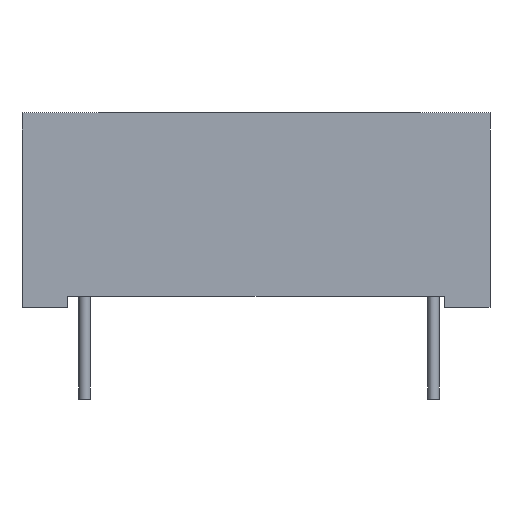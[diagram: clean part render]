
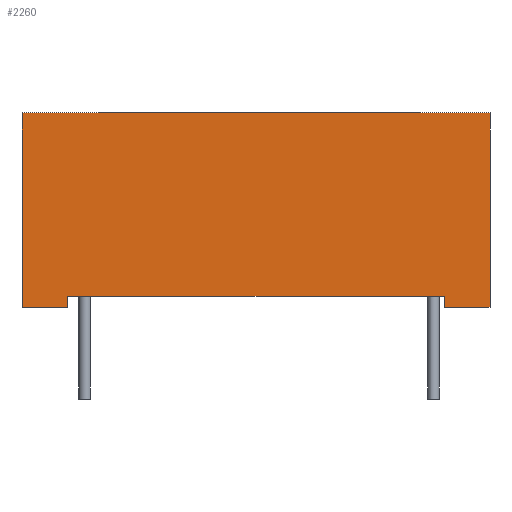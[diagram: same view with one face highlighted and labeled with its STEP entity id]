
A CAD part, front view. The second image highlights one B-rep face of the part: STEP entity #2260.
In plain terms, the highlighted planar face has unit normal (0, -1, 0).
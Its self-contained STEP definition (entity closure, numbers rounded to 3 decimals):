
#1223 = VERTEX_POINT('',#1224);
#1224 = CARTESIAN_POINT('',(10.095,-14.085,8.5));
#1230 = EDGE_CURVE('',#1231,#1223,#1233,.T.);
#1231 = VERTEX_POINT('',#1232);
#1232 = CARTESIAN_POINT('',(10.095,-14.085,0.));
#1233 = LINE('',#1234,#1235);
#1234 = CARTESIAN_POINT('',(10.095,-14.085,0.));
#1235 = VECTOR('',#1236,1.);
#1236 = DIRECTION('',(0.,0.,1.));
#1278 = VERTEX_POINT('',#1279);
#1279 = CARTESIAN_POINT('',(-10.353,-14.085,8.5));
#1285 = EDGE_CURVE('',#1223,#1278,#1286,.T.);
#1286 = LINE('',#1287,#1288);
#1287 = CARTESIAN_POINT('',(10.095,-14.085,8.5));
#1288 = VECTOR('',#1289,1.);
#1289 = DIRECTION('',(-1.,0.,0.));
#1968 = VERTEX_POINT('',#1969);
#1969 = CARTESIAN_POINT('',(-10.353,-14.085,0.));
#1977 = EDGE_CURVE('',#1968,#1278,#1978,.T.);
#1978 = LINE('',#1979,#1980);
#1979 = CARTESIAN_POINT('',(-10.353,-14.085,0.));
#1980 = VECTOR('',#1981,1.);
#1981 = DIRECTION('',(0.,0.,1.));
#2243 = VERTEX_POINT('',#2244);
#2244 = CARTESIAN_POINT('',(8.095,-14.085,0.));
#2250 = EDGE_CURVE('',#1231,#2243,#2251,.T.);
#2251 = LINE('',#2252,#2253);
#2252 = CARTESIAN_POINT('',(10.095,-14.085,0.));
#2253 = VECTOR('',#2254,1.);
#2254 = DIRECTION('',(-1.,0.,0.));
#2260 = ADVANCED_FACE('',(#2261),#2297,.T.);
#2261 = FACE_BOUND('',#2262,.T.);
#2262 = EDGE_LOOP('',(#2263,#2264,#2265,#2266,#2267,#2275,#2283,#2291));
#2263 = ORIENTED_EDGE('',*,*,#2250,.F.);
#2264 = ORIENTED_EDGE('',*,*,#1230,.T.);
#2265 = ORIENTED_EDGE('',*,*,#1285,.T.);
#2266 = ORIENTED_EDGE('',*,*,#1977,.F.);
#2267 = ORIENTED_EDGE('',*,*,#2268,.F.);
#2268 = EDGE_CURVE('',#2269,#1968,#2271,.T.);
#2269 = VERTEX_POINT('',#2270);
#2270 = CARTESIAN_POINT('',(-8.353,-14.085,0.));
#2271 = LINE('',#2272,#2273);
#2272 = CARTESIAN_POINT('',(10.095,-14.085,0.));
#2273 = VECTOR('',#2274,1.);
#2274 = DIRECTION('',(-1.,0.,0.));
#2275 = ORIENTED_EDGE('',*,*,#2276,.F.);
#2276 = EDGE_CURVE('',#2277,#2269,#2279,.T.);
#2277 = VERTEX_POINT('',#2278);
#2278 = CARTESIAN_POINT('',(-8.353,-14.085,0.5));
#2279 = LINE('',#2280,#2281);
#2280 = CARTESIAN_POINT('',(-8.353,-14.085,0.25));
#2281 = VECTOR('',#2282,1.);
#2282 = DIRECTION('',(0.,0.,-1.));
#2283 = ORIENTED_EDGE('',*,*,#2284,.F.);
#2284 = EDGE_CURVE('',#2285,#2277,#2287,.T.);
#2285 = VERTEX_POINT('',#2286);
#2286 = CARTESIAN_POINT('',(8.095,-14.085,0.5));
#2287 = LINE('',#2288,#2289);
#2288 = CARTESIAN_POINT('',(9.095,-14.085,0.5));
#2289 = VECTOR('',#2290,1.);
#2290 = DIRECTION('',(-1.,0.,0.));
#2291 = ORIENTED_EDGE('',*,*,#2292,.F.);
#2292 = EDGE_CURVE('',#2243,#2285,#2293,.T.);
#2293 = LINE('',#2294,#2295);
#2294 = CARTESIAN_POINT('',(8.095,-14.085,0.));
#2295 = VECTOR('',#2296,1.);
#2296 = DIRECTION('',(0.,0.,1.));
#2297 = PLANE('',#2298);
#2298 = AXIS2_PLACEMENT_3D('',#2299,#2300,#2301);
#2299 = CARTESIAN_POINT('',(10.095,-14.085,0.));
#2300 = DIRECTION('',(0.,-1.,0.));
#2301 = DIRECTION('',(-1.,0.,0.));
